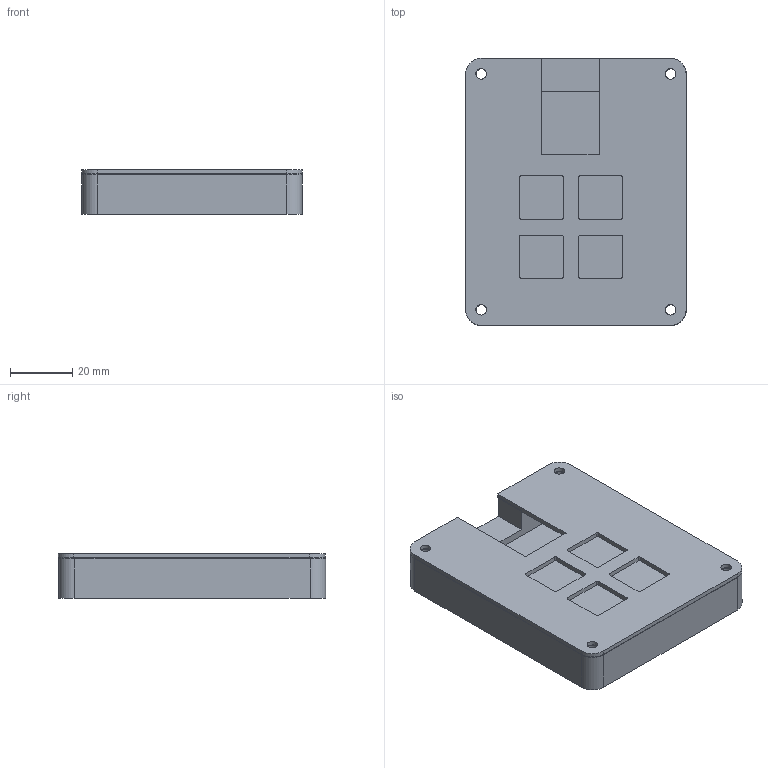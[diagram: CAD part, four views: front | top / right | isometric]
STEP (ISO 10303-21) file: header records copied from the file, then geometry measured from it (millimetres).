
FILE_DESCRIPTION(/* description */ (''),/* implementation_level */ '2;1');
FILE_NAME(/* name */ 'd2fc5f0d-cd46-47da-bc18-d426aa7db185.stp',/* time_stamp */ '2026-01-14T20:18:39Z',/* author */ (''),/* organization */ (''),/* preprocessor_version */ 'ST-DEVELOPER v20.1',/* originating_system */ 'Autodesk Translation Framework v14.24.0.0',/* authorisation */ '');
FILE_SCHEMA (('AUTOMOTIVE_DESIGN { 1 0 10303 214 3 1 1 }'));
Length unit declared in the file: millimetre
Products named in the file (3): 2026-01-14-19-45-09-338; 2026-01-14-18-51-07-279; 2026-01-14-18-58-04-802
Assembly tree (1 placements, depth 2):
  2026-01-14-19-45-09-338
  2026-01-14-18-51-07-279
    2026-01-14-18-58-04-802
Bounding box: 71.09 x 86.08 x 14.35 mm (x, y, z)
Volume: 50307.9 mm3; surface area: 29271 mm2
Topology: 2 solids, 2 shells, 80 faces, 216 edges, 144 vertices
Faces by surface type: plane 44, cylinder 36
Full cylindrical faces by diameter (mm): 3.4 x8, 6 x4
Entity records: 2654 total; most frequent: DIRECTION 458, CARTESIAN_POINT 445, ORIENTED_EDGE 432, EDGE_CURVE 216, AXIS2_PLACEMENT_3D 157, LINE 144, VECTOR 144, VERTEX_POINT 144
